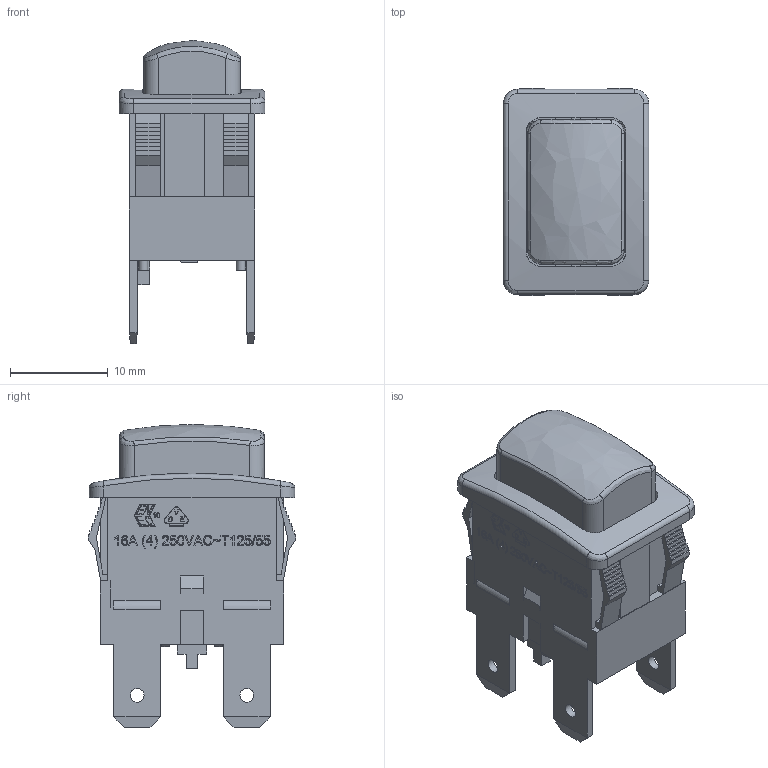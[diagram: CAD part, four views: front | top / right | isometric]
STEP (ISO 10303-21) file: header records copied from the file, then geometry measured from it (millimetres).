
FILE_DESCRIPTION((' '),'2;1');
FILE_NAME('PA414Cxx00.stp','2017-08-01T13:45:03',(' '),(' '),' ','ACIS',' ');
FILE_SCHEMA(('CONFIG_CONTROL_DESIGN'));
Length unit declared in the file: inch
Products named in the file (1): PA414Cxx00.stp
Bounding box: 14.9 x 21.2 x 31 mm (x, y, z)
Volume: 2607.8 mm3; surface area: 5985.2 mm2
Topology: 1 solids, 1 shells, 1451 faces, 4175 edges, 2747 vertices
Faces by surface type: plane 1046, bspline 299, cylinder 102, torus 4
Full cylindrical faces by diameter (mm): 0.95 x4, 1.4 x4, 2.5 x2, 3 x1
Entity records: 49433 total; most frequent: CARTESIAN_POINT 13061, ORIENTED_EDGE 8316, DIRECTION 6108, EDGE_CURVE 4158, VECTOR 3308, LINE 3308, VERTEX_POINT 2744, EDGE_LOOP 1584
